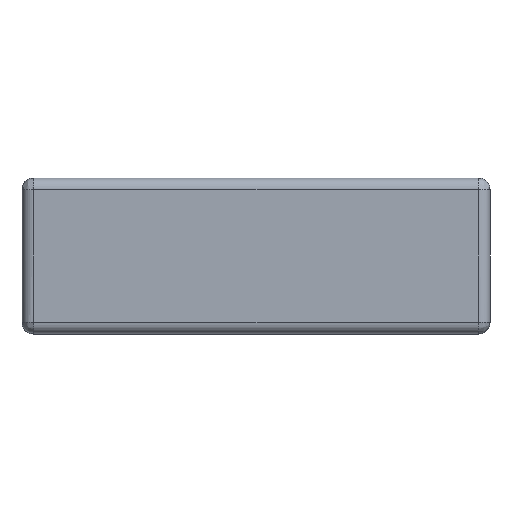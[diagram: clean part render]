
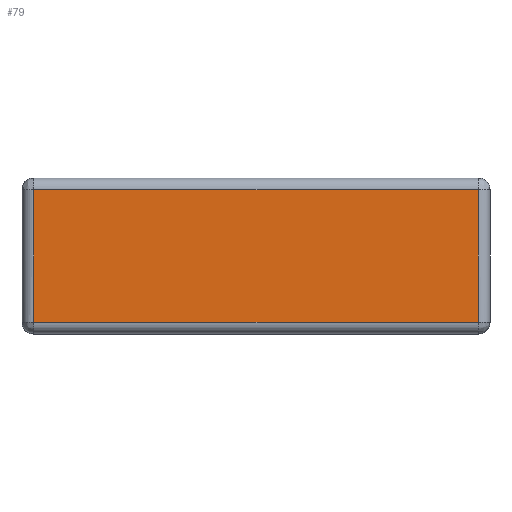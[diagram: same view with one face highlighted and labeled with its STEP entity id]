
A CAD part, left-side view. The second image highlights one B-rep face of the part: STEP entity #79.
In plain terms, the highlighted planar face has unit normal (-1, 0, 0).
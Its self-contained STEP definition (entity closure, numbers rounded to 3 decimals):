
#79=ADVANCED_FACE('',(#121),#1193,.T.);
#121=FACE_OUTER_BOUND('',#163,.T.);
#163=EDGE_LOOP('',(#296,#297,#298,#299));
#296=ORIENTED_EDGE('',*,*,#821,.F.);
#297=ORIENTED_EDGE('',*,*,#811,.F.);
#298=ORIENTED_EDGE('',*,*,#817,.F.);
#299=ORIENTED_EDGE('',*,*,#827,.F.);
#431=PCURVE('',#1172,#591);
#439=PCURVE('',#1175,#599);
#445=PCURVE('',#1176,#605);
#455=PCURVE('',#1179,#615);
#456=PCURVE('',#1193,#616);
#457=PCURVE('',#1193,#617);
#458=PCURVE('',#1193,#618);
#459=PCURVE('',#1193,#619);
#591=DEFINITIONAL_REPRESENTATION('',(#1007),#2307);
#599=DEFINITIONAL_REPRESENTATION('',(#1021),#2307);
#605=DEFINITIONAL_REPRESENTATION('',(#1031),#2307);
#615=DEFINITIONAL_REPRESENTATION('',(#1047),#2307);
#616=DEFINITIONAL_REPRESENTATION('',(#1048),#2307);
#617=DEFINITIONAL_REPRESENTATION('',(#1049),#2307);
#618=DEFINITIONAL_REPRESENTATION('',(#1050),#2307);
#619=DEFINITIONAL_REPRESENTATION('',(#1051),#2307);
#715=SURFACE_CURVE('',#1006,(#431,#457),.PCURVE_S1.);
#721=SURFACE_CURVE('',#1020,(#439,#458),.PCURVE_S1.);
#725=SURFACE_CURVE('',#1030,(#445,#456),.PCURVE_S1.);
#731=SURFACE_CURVE('',#1046,(#455,#459),.PCURVE_S1.);
#811=EDGE_CURVE('',#1139,#1138,#715,.T.);
#817=EDGE_CURVE('',#1143,#1139,#721,.T.);
#821=EDGE_CURVE('',#1138,#1145,#725,.T.);
#827=EDGE_CURVE('',#1145,#1143,#731,.T.);
#1006=B_SPLINE_CURVE_WITH_KNOTS('',1,(#2058,#2059),.UNSPECIFIED.,.F.,.F.,
(2,2),(-1.,0.),.UNSPECIFIED.);
#1007=B_SPLINE_CURVE_WITH_KNOTS('',1,(#2060,#2061),.UNSPECIFIED.,.F.,.F.,
(2,2),(-1.,0.),.UNSPECIFIED.);
#1020=B_SPLINE_CURVE_WITH_KNOTS('',1,(#2106,#2107),.UNSPECIFIED.,.F.,.F.,
(2,2),(-1.,0.),.UNSPECIFIED.);
#1021=B_SPLINE_CURVE_WITH_KNOTS('',1,(#2108,#2109),.UNSPECIFIED.,.F.,.F.,
(2,2),(-1.,0.),.UNSPECIFIED.);
#1030=B_SPLINE_CURVE_WITH_KNOTS('',1,(#2130,#2131),.UNSPECIFIED.,.F.,.F.,
(2,2),(-1.,0.),.UNSPECIFIED.);
#1031=B_SPLINE_CURVE_WITH_KNOTS('',1,(#2132,#2133),.UNSPECIFIED.,.F.,.F.,
(2,2),(-1.,0.),.UNSPECIFIED.);
#1046=B_SPLINE_CURVE_WITH_KNOTS('',1,(#2178,#2179),.UNSPECIFIED.,.F.,.F.,
(2,2),(-1.,0.),.UNSPECIFIED.);
#1047=B_SPLINE_CURVE_WITH_KNOTS('',1,(#2180,#2181),.UNSPECIFIED.,.F.,.F.,
(2,2),(-1.,0.),.UNSPECIFIED.);
#1048=B_SPLINE_CURVE_WITH_KNOTS('',1,(#2182,#2183),.UNSPECIFIED.,.F.,.F.,
(2,2),(-1.,0.),.UNSPECIFIED.);
#1049=B_SPLINE_CURVE_WITH_KNOTS('',1,(#2184,#2185),.UNSPECIFIED.,.F.,.F.,
(2,2),(-1.,0.),.UNSPECIFIED.);
#1050=B_SPLINE_CURVE_WITH_KNOTS('',1,(#2186,#2187),.UNSPECIFIED.,.F.,.F.,
(2,2),(-1.,0.),.UNSPECIFIED.);
#1051=B_SPLINE_CURVE_WITH_KNOTS('',1,(#2188,#2189),.UNSPECIFIED.,.F.,.F.,
(2,2),(-1.,0.),.UNSPECIFIED.);
#1138=VERTEX_POINT('',#2020);
#1139=VERTEX_POINT('',#2021);
#1143=VERTEX_POINT('',#2025);
#1145=VERTEX_POINT('',#2027);
#1172=(
BOUNDED_SURFACE()
B_SPLINE_SURFACE(3,1,((#1885,#1886),(#1887,#1888),(#1889,#1890),(#1891,#1892)),
 .UNSPECIFIED.,.F.,.F.,.F.)
B_SPLINE_SURFACE_WITH_KNOTS((4,4),(2,2),(0.,1.),(0.,1.),.UNSPECIFIED.)
GEOMETRIC_REPRESENTATION_ITEM()
RATIONAL_B_SPLINE_SURFACE(((1.,1.),(0.805,0.805),
(0.805,0.805),(1.,1.)))
REPRESENTATION_ITEM('')
SURFACE()
);
#1175=(
BOUNDED_SURFACE()
B_SPLINE_SURFACE(3,1,((#1925,#1926),(#1927,#1928),(#1929,#1930),(#1931,#1932)),
 .UNSPECIFIED.,.F.,.F.,.F.)
B_SPLINE_SURFACE_WITH_KNOTS((4,4),(2,2),(0.,1.),(0.,1.),.UNSPECIFIED.)
GEOMETRIC_REPRESENTATION_ITEM()
RATIONAL_B_SPLINE_SURFACE(((1.,1.),(0.805,0.805),
(0.805,0.805),(1.,1.)))
REPRESENTATION_ITEM('')
SURFACE()
);
#1176=(
BOUNDED_SURFACE()
B_SPLINE_SURFACE(3,1,((#1933,#1934),(#1935,#1936),(#1937,#1938),(#1939,#1940)),
 .UNSPECIFIED.,.F.,.F.,.F.)
B_SPLINE_SURFACE_WITH_KNOTS((4,4),(2,2),(0.,1.),(0.,1.),.UNSPECIFIED.)
GEOMETRIC_REPRESENTATION_ITEM()
RATIONAL_B_SPLINE_SURFACE(((1.,1.),(0.805,0.805),
(0.805,0.805),(1.,1.)))
REPRESENTATION_ITEM('')
SURFACE()
);
#1179=(
BOUNDED_SURFACE()
B_SPLINE_SURFACE(3,1,((#1973,#1974),(#1975,#1976),(#1977,#1978),(#1979,#1980)),
 .UNSPECIFIED.,.F.,.F.,.F.)
B_SPLINE_SURFACE_WITH_KNOTS((4,4),(2,2),(0.,1.),(0.,1.),.UNSPECIFIED.)
GEOMETRIC_REPRESENTATION_ITEM()
RATIONAL_B_SPLINE_SURFACE(((1.,1.),(0.805,0.805),
(0.805,0.805),(1.,1.)))
REPRESENTATION_ITEM('')
SURFACE()
);
#1193=PLANE('',#1227);
#1227=AXIS2_PLACEMENT_3D('',#1981,#1244,$);
#1244=DIRECTION('',(-1.,0.,0.));
#1885=CARTESIAN_POINT('',(-0.5,0.285,0.185));
#1886=CARTESIAN_POINT('',(-0.5,0.285,0.015));
#1887=CARTESIAN_POINT('',(-0.5,0.294,0.185));
#1888=CARTESIAN_POINT('',(-0.5,0.294,0.015));
#1889=CARTESIAN_POINT('',(-0.494,0.3,0.185));
#1890=CARTESIAN_POINT('',(-0.494,0.3,0.015));
#1891=CARTESIAN_POINT('',(-0.485,0.3,0.185));
#1892=CARTESIAN_POINT('',(-0.485,0.3,0.015));
#1925=CARTESIAN_POINT('',(-0.5,0.285,0.015));
#1926=CARTESIAN_POINT('',(-0.5,-0.285,0.015));
#1927=CARTESIAN_POINT('',(-0.5,0.285,0.006));
#1928=CARTESIAN_POINT('',(-0.5,-0.285,0.006));
#1929=CARTESIAN_POINT('',(-0.494,0.285,0.));
#1930=CARTESIAN_POINT('',(-0.494,-0.285,0.));
#1931=CARTESIAN_POINT('',(-0.485,0.285,0.));
#1932=CARTESIAN_POINT('',(-0.485,-0.285,0.));
#1933=CARTESIAN_POINT('',(-0.5,-0.285,0.185));
#1934=CARTESIAN_POINT('',(-0.5,0.285,0.185));
#1935=CARTESIAN_POINT('',(-0.5,-0.285,0.194));
#1936=CARTESIAN_POINT('',(-0.5,0.285,0.194));
#1937=CARTESIAN_POINT('',(-0.494,-0.285,0.2));
#1938=CARTESIAN_POINT('',(-0.494,0.285,0.2));
#1939=CARTESIAN_POINT('',(-0.485,-0.285,0.2));
#1940=CARTESIAN_POINT('',(-0.485,0.285,0.2));
#1973=CARTESIAN_POINT('',(-0.485,-0.3,0.185));
#1974=CARTESIAN_POINT('',(-0.485,-0.3,0.015));
#1975=CARTESIAN_POINT('',(-0.494,-0.3,0.185));
#1976=CARTESIAN_POINT('',(-0.494,-0.3,0.015));
#1977=CARTESIAN_POINT('',(-0.5,-0.294,0.185));
#1978=CARTESIAN_POINT('',(-0.5,-0.294,0.015));
#1979=CARTESIAN_POINT('',(-0.5,-0.285,0.185));
#1980=CARTESIAN_POINT('',(-0.5,-0.285,0.015));
#1981=CARTESIAN_POINT('',(-0.5,-0.285,0.015));
#2020=CARTESIAN_POINT('',(-0.5,0.285,0.185));
#2021=CARTESIAN_POINT('',(-0.5,0.285,0.015));
#2025=CARTESIAN_POINT('',(-0.5,-0.285,0.015));
#2027=CARTESIAN_POINT('',(-0.5,-0.285,0.185));
#2058=CARTESIAN_POINT('',(-0.5,0.285,0.015));
#2059=CARTESIAN_POINT('',(-0.5,0.285,0.185));
#2060=CARTESIAN_POINT('',(0.,1.));
#2061=CARTESIAN_POINT('',(0.,0.));
#2106=CARTESIAN_POINT('',(-0.5,-0.285,0.015));
#2107=CARTESIAN_POINT('',(-0.5,0.285,0.015));
#2108=CARTESIAN_POINT('',(0.,1.));
#2109=CARTESIAN_POINT('',(0.,0.));
#2130=CARTESIAN_POINT('',(-0.5,0.285,0.185));
#2131=CARTESIAN_POINT('',(-0.5,-0.285,0.185));
#2132=CARTESIAN_POINT('',(0.,1.));
#2133=CARTESIAN_POINT('',(0.,0.));
#2178=CARTESIAN_POINT('',(-0.5,-0.285,0.185));
#2179=CARTESIAN_POINT('',(-0.5,-0.285,0.015));
#2180=CARTESIAN_POINT('',(1.,0.));
#2181=CARTESIAN_POINT('',(1.,1.));
#2182=CARTESIAN_POINT('',(1.,1.));
#2183=CARTESIAN_POINT('',(1.,0.));
#2184=CARTESIAN_POINT('',(0.,1.));
#2185=CARTESIAN_POINT('',(1.,1.));
#2186=CARTESIAN_POINT('',(0.,0.));
#2187=CARTESIAN_POINT('',(0.,1.));
#2188=CARTESIAN_POINT('',(1.,0.));
#2189=CARTESIAN_POINT('',(0.,0.));
#2307=(
GEOMETRIC_REPRESENTATION_CONTEXT(2)
PARAMETRIC_REPRESENTATION_CONTEXT()
REPRESENTATION_CONTEXT('pspace','')
);
